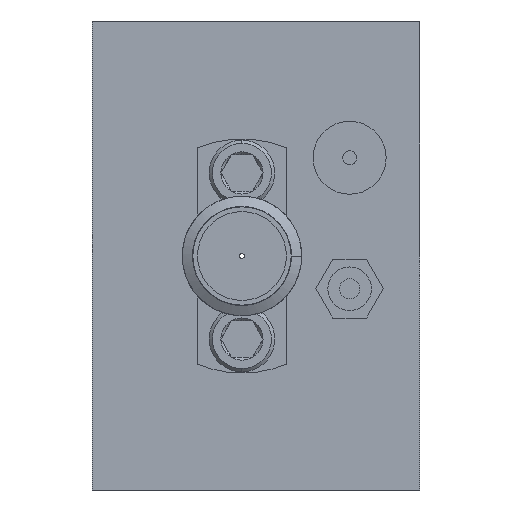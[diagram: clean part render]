
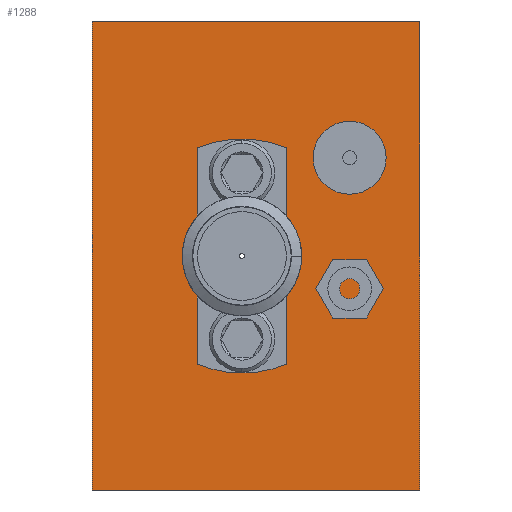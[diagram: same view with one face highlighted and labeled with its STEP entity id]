
A CAD part, left-side view. The second image highlights one B-rep face of the part: STEP entity #1288.
In plain terms, the highlighted planar face has unit normal (-1, 0, 0).
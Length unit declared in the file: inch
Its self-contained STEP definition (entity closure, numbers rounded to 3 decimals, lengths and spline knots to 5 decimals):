
#82 = CARTESIAN_POINT ( 'NONE',  ( -0.9, 0.7, -0.5 ) ) ;
#85 = VERTEX_POINT ( 'NONE', #2439 ) ;
#132 = ORIENTED_EDGE ( 'NONE', *, *, #4129, .T. ) ;
#359 = ORIENTED_EDGE ( 'NONE', *, *, #1643, .F. ) ;
#698 = ORIENTED_EDGE ( 'NONE', *, *, #2731, .F. ) ;
#862 = VERTEX_POINT ( 'NONE', #4574 ) ;
#866 = ORIENTED_EDGE ( 'NONE', *, *, #5139, .T. ) ;
#928 = ORIENTED_EDGE ( 'NONE', *, *, #1355, .F. ) ;
#947 = DIRECTION ( 'NONE',  ( 0., -1., 0. ) ) ;
#971 = CARTESIAN_POINT ( 'NONE',  ( -0.9, 0.7, -0.5 ) ) ;
#1099 = LINE ( 'NONE', #971, #2063 ) ;
#1238 = DIRECTION ( 'NONE',  ( 0., -1., 0. ) ) ;
#1288 = ADVANCED_FACE ( 'NONE', ( #4773, #2758 ), #1623, .F. ) ;
#1355 = EDGE_CURVE ( 'NONE', #3138, #85, #2467, .T. ) ;
#1471 = LINE ( 'NONE', #3911, #4173 ) ;
#1531 = DIRECTION ( 'NONE',  ( 0., 0., 1. ) ) ;
#1623 = PLANE ( 'NONE',  #4288 ) ;
#1643 = EDGE_CURVE ( 'NONE', #3538, #3138, #4843, .T. ) ;
#1842 = CARTESIAN_POINT ( 'NONE',  ( -0.9, 0., -0.5 ) ) ;
#1930 = DIRECTION ( 'NONE',  ( -1., 0., 0. ) ) ;
#2063 = VECTOR ( 'NONE', #947, 39.37008 ) ;
#2099 = VERTEX_POINT ( 'NONE', #1842 ) ;
#2193 = CARTESIAN_POINT ( 'NONE',  ( -0.9, 0.7, 0.5 ) ) ;
#2427 = CARTESIAN_POINT ( 'NONE',  ( -0.9, 0.38, 0. ) ) ;
#2439 = CARTESIAN_POINT ( 'NONE',  ( -0.9, 0., 0.5 ) ) ;
#2467 = LINE ( 'NONE', #2193, #3584 ) ;
#2615 = DIRECTION ( 'NONE',  ( 1., 0., 0. ) ) ;
#2708 = EDGE_CURVE ( 'NONE', #5428, #862, #3337, .T. ) ;
#2731 = EDGE_CURVE ( 'NONE', #862, #5428, #3409, .T. ) ;
#2758 = FACE_OUTER_BOUND ( 'NONE', #3102, .T. ) ;
#2832 = DIRECTION ( 'NONE',  ( 0., 0., 1. ) ) ;
#2890 = DIRECTION ( 'NONE',  ( -1., 0., 0. ) ) ;
#3102 = EDGE_LOOP ( 'NONE', ( #132, #928, #359, #866 ) ) ;
#3138 = VERTEX_POINT ( 'NONE', #4190 ) ;
#3328 = AXIS2_PLACEMENT_3D ( 'NONE', #2427, #1930, #2832 ) ;
#3337 = CIRCLE ( 'NONE', #3328, 0.006 ) ;
#3355 = DIRECTION ( 'NONE',  ( 0., 0., 1. ) ) ;
#3371 = DIRECTION ( 'NONE',  ( 0., 0., 1. ) ) ;
#3409 = CIRCLE ( 'NONE', #4416, 0.006 ) ;
#3538 = VERTEX_POINT ( 'NONE', #5320 ) ;
#3584 = VECTOR ( 'NONE', #1238, 39.37008 ) ;
#3911 = CARTESIAN_POINT ( 'NONE',  ( -0.9, 0., -0.5 ) ) ;
#4015 = DIRECTION ( 'NONE',  ( 0., 0., -1. ) ) ;
#4129 = EDGE_CURVE ( 'NONE', #2099, #85, #1471, .T. ) ;
#4173 = VECTOR ( 'NONE', #1531, 39.37008 ) ;
#4187 = CARTESIAN_POINT ( 'NONE',  ( -0.9, 0.38, 0.006 ) ) ;
#4190 = CARTESIAN_POINT ( 'NONE',  ( -0.9, 0.7, 0.5 ) ) ;
#4268 = EDGE_LOOP ( 'NONE', ( #5079, #698 ) ) ;
#4288 = AXIS2_PLACEMENT_3D ( 'NONE', #5472, #2615, #4015 ) ;
#4416 = AXIS2_PLACEMENT_3D ( 'NONE', #4783, #2890, #3371 ) ;
#4473 = VECTOR ( 'NONE', #3355, 39.37008 ) ;
#4574 = CARTESIAN_POINT ( 'NONE',  ( -0.9, 0.38, -0.006 ) ) ;
#4773 = FACE_BOUND ( 'NONE', #4268, .T. ) ;
#4783 = CARTESIAN_POINT ( 'NONE',  ( -0.9, 0.38, 0. ) ) ;
#4843 = LINE ( 'NONE', #82, #4473 ) ;
#5079 = ORIENTED_EDGE ( 'NONE', *, *, #2708, .F. ) ;
#5139 = EDGE_CURVE ( 'NONE', #3538, #2099, #1099, .T. ) ;
#5320 = CARTESIAN_POINT ( 'NONE',  ( -0.9, 0.7, -0.5 ) ) ;
#5428 = VERTEX_POINT ( 'NONE', #4187 ) ;
#5472 = CARTESIAN_POINT ( 'NONE',  ( -0.9, 0.7, -0.5 ) ) ;
